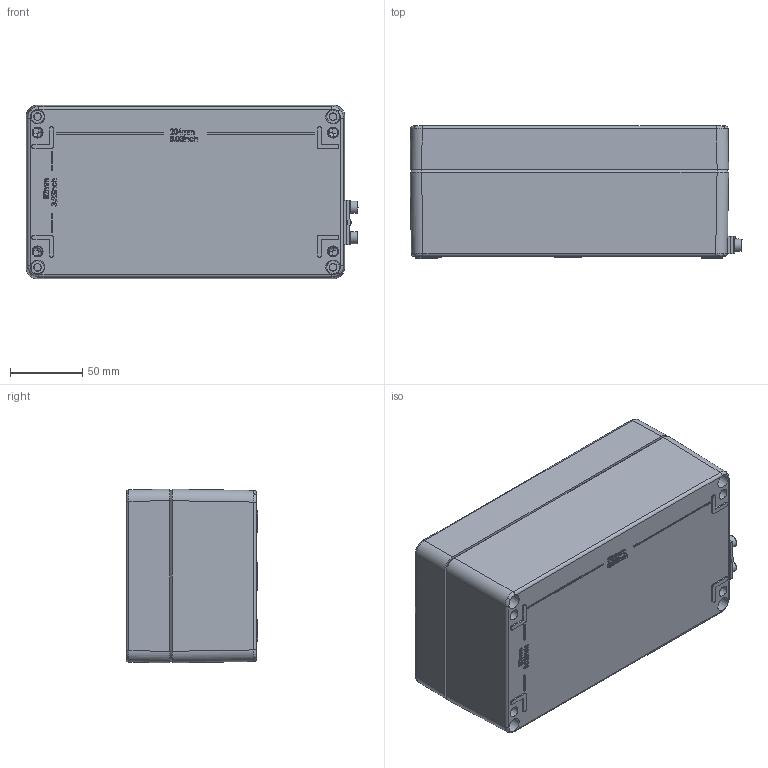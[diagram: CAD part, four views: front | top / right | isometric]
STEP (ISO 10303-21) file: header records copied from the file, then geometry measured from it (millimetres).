
FILE_DESCRIPTION(/* description */ (''),/* implementation_level */ '2;1');
FILE_NAME(/* name */ '15221209000-RST.stp',/* time_stamp */ '2021-09-08T11:01:00+02:00',/* author */ ('sl'),/* organization */ (''),/* preprocessor_version */ 'ST-DEVELOPER v16.5',/* originating_system */ 'Autodesk Inventor 2017',/* authorisation */ '');
FILE_SCHEMA (('AUTOMOTIVE_DESIGN { 1 0 10303 214 3 1 1 }'));
Products named in the file (13): Alu-Ex-Gehäuse-15-BG-0001-15_221209_000; Deckel-Alu-Ex-Gehäuse-15-BG-0002-15_221209_000; Erdung92081; Deckel-Alu-Ex-Gehäuse-15-BT-0001-15_221209_000; Dichtlippe-Alu-Ex-Gehäuse-15-BT-0003-15_221209_000; UT-Alu-Ex-Gehäuse-15-BG-0003-15_221209_000; UT-Alu-Ex-Gehäuse-15-BT-0002-15_221209_000; Dop-Erdungsschraube1; Dop-Erdungsschraube-Teil1; Dop-Erdungsschraube-Teil6; Dop-Erdungsschraube-Teil5; Dop-Erdungsschraube-Teil7; SchraubeM6x35-10
Assembly tree (17 placements, depth 4):
  Alu-Ex-Gehäuse-15-BG-0001-15_221209_000
    Deckel-Alu-Ex-Gehäuse-15-BG-0002-15_221209_000
      Erdung92081
      Deckel-Alu-Ex-Gehäuse-15-BT-0001-15_221209_000
      Dichtlippe-Alu-Ex-Gehäuse-15-BT-0003-15_221209_000
    UT-Alu-Ex-Gehäuse-15-BG-0003-15_221209_000
      UT-Alu-Ex-Gehäuse-15-BT-0002-15_221209_000
      Dop-Erdungsschraube1
        Dop-Erdungsschraube-Teil1
        Dop-Erdungsschraube-Teil5  x2
        Dop-Erdungsschraube-Teil6
        Dop-Erdungsschraube-Teil7  x2
    SchraubeM6x35-10  x4
Bounding box: 229.19 x 91 x 120 mm (x, y, z)
Volume: 544335.2 mm3; surface area: 250697.6 mm2
Topology: 14 solids, 14 shells, 1358 faces, 3377 edges, 2131 vertices
Faces by surface type: plane 618, bspline 421, cylinder 189, cone 96, torus 34
Full cylindrical faces by diameter (mm): 1.8 x1, 1.9 x1, 4.7 x1, 5 x15, 5.3 x4, 5.95 x4, 6 x4, 6.15 x4, 6.5 x5, 8 x1, 8.5 x2, 10 x4
Entity records: 60858 total; most frequent: CARTESIAN_POINT 33954, ORIENTED_EDGE 5876, DIRECTION 4447, EDGE_CURVE 2938, VERTEX_POINT 1927, LINE 1657, VECTOR 1657, EDGE_LOOP 1507
